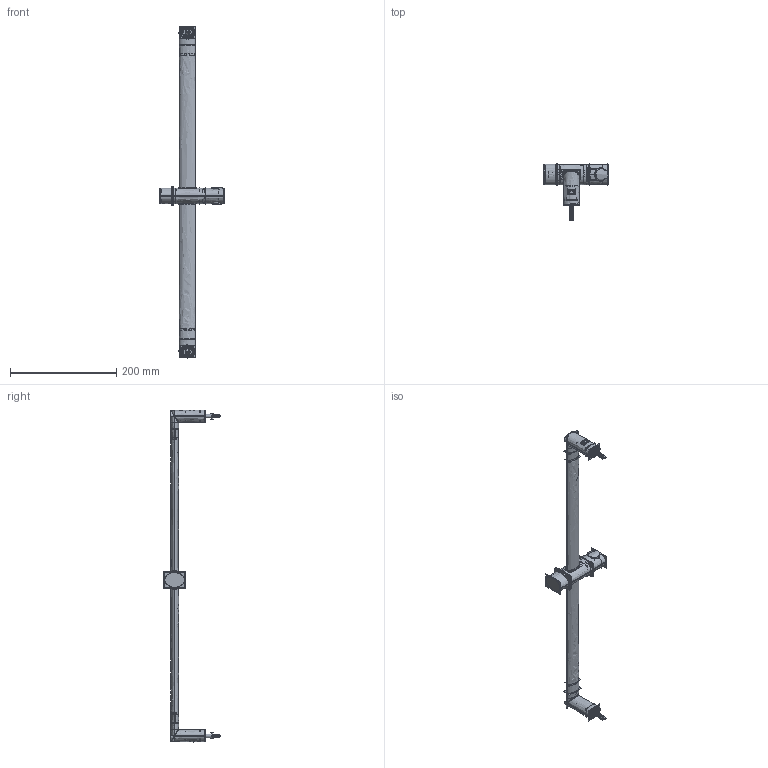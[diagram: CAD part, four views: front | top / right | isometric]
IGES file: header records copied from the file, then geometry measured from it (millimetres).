
Start section:  PTC IGES file: 9099_asm.igs
Global section: file name: 9099_asm.igs; native system: Creo Parametric by PTC Inc.; preprocessor: 2019224; author: 10114249; organization: Unknown; date: 20200930.113715; units: millimetre
Bounding box: 121.8 x 106.59 x 626 mm (x, y, z)
Volume: 140469 mm3; surface area: 913919 mm2
Topology: 26 solids, 27 shells, 2515 faces, 14164 edges, 18768 vertices
Faces by surface type: bspline 1351, revolution 952, extrusion 212
